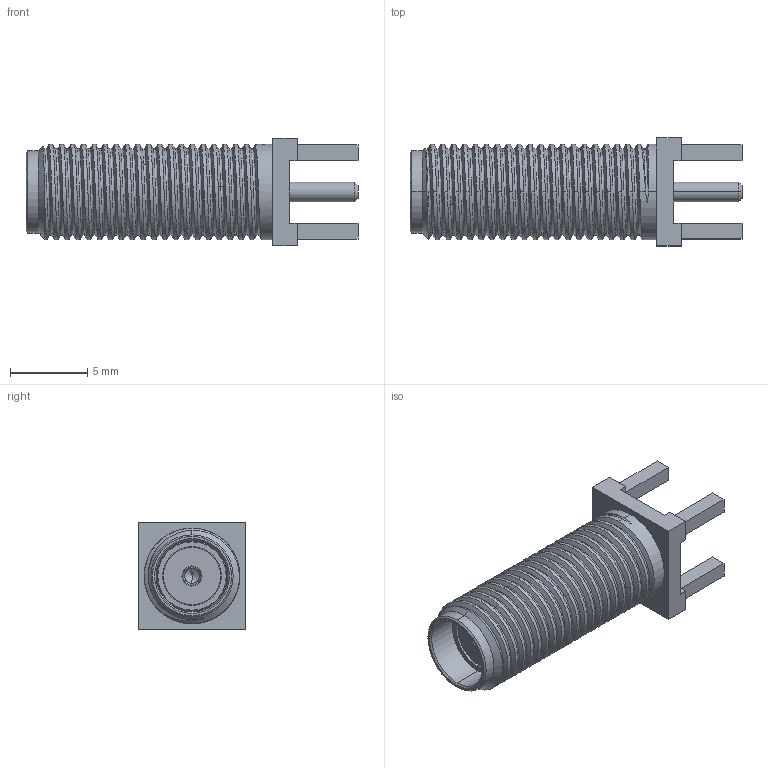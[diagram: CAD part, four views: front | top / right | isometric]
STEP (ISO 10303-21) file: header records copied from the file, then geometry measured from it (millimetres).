
FILE_DESCRIPTION (( 'STEP AP214' ), '1' );
FILE_NAME ('132291_3d_model.STEP', '2017-03-05T09:29:04', ( '' ), ( '' ), 'SwSTEP 2.0', 'SolidWorks 2016', '' );
FILE_SCHEMA (( 'AUTOMOTIVE_DESIGN' ));
Length unit declared in the file: millimetre
Products named in the file (6): 132291_3d_model; NS00AKD01A; BD11ADJ01A; SMA7071A4-4B; NS00AKD01A_1; CP11ACG01A
Assembly tree (5 placements, depth 2):
  132291_3d_model
    BD11ADJ01A
    CP11ACG01A
    NS00AKD01A
    NS00AKD01A_1
    SMA7071A4-4B
Bounding box: 21.52 x 7 x 7 mm (x, y, z)
Volume: 475.6 mm3; surface area: 1267.1 mm2
Topology: 5 solids, 5 shells, 179 faces, 453 edges, 292 vertices
Faces by surface type: cylinder 82, plane 55, cone 22, bspline 20
Entity records: 12777 total; most frequent: CARTESIAN_POINT 8429, ORIENTED_EDGE 902, DIRECTION 773, EDGE_CURVE 451, VERTEX_POINT 292, AXIS2_PLACEMENT_3D 280, VECTOR 213, LINE 213
